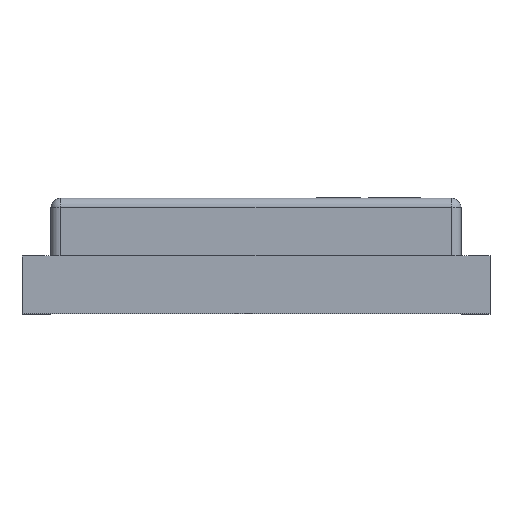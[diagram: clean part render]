
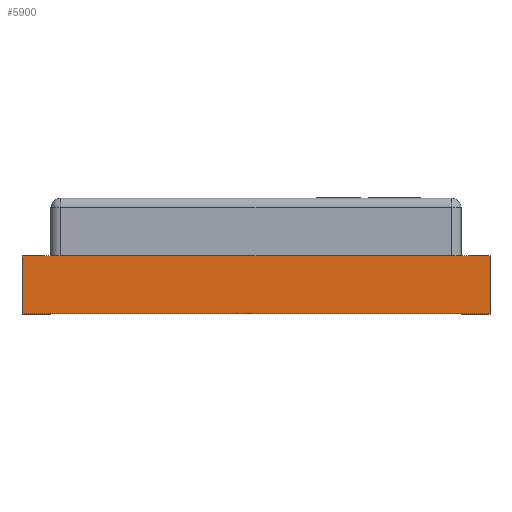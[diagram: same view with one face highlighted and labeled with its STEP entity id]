
A CAD part, front view. The second image highlights one B-rep face of the part: STEP entity #5900.
In plain terms, the highlighted planar face has unit normal (0, -1, 0).
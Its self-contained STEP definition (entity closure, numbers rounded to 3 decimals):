
#2573 = VERTEX_POINT('',#2574);
#2574 = CARTESIAN_POINT('',(4.85,-5.05,
    0.01));
#2580 = EDGE_CURVE('',#2581,#2573,#2583,.T.);
#2581 = VERTEX_POINT('',#2582);
#2582 = CARTESIAN_POINT('',(-4.85,-5.05,
    0.01));
#2583 = LINE('',#2584,#2585);
#2584 = CARTESIAN_POINT('',(-4.85,-5.05,
    0.01));
#2585 = VECTOR('',#2586,1.);
#2586 = DIRECTION('',(1.,0.,0.));
#3785 = EDGE_CURVE('',#3786,#2581,#3788,.T.);
#3786 = VERTEX_POINT('',#3787);
#3787 = CARTESIAN_POINT('',(-4.85,-5.05,
    1.21));
#3788 = LINE('',#3789,#3790);
#3789 = CARTESIAN_POINT('',(-4.85,-5.05,
    1.21));
#3790 = VECTOR('',#3791,1.);
#3791 = DIRECTION('',(-0.,-0.,-1.));
#4680 = EDGE_CURVE('',#3786,#4681,#4683,.T.);
#4681 = VERTEX_POINT('',#4682);
#4682 = CARTESIAN_POINT('',(4.85,-5.05,
    1.21));
#4683 = LINE('',#4684,#4685);
#4684 = CARTESIAN_POINT('',(-4.85,-5.05,
    1.21));
#4685 = VECTOR('',#4686,1.);
#4686 = DIRECTION('',(1.,0.,0.));
#5731 = EDGE_CURVE('',#4681,#2573,#5732,.T.);
#5732 = LINE('',#5733,#5734);
#5733 = CARTESIAN_POINT('',(4.85,-5.05,
    1.21));
#5734 = VECTOR('',#5735,1.);
#5735 = DIRECTION('',(-0.,-0.,-1.));
#5900 = ADVANCED_FACE('',(#5901),#5907,.F.);
#5901 = FACE_BOUND('',#5902,.T.);
#5902 = EDGE_LOOP('',(#5903,#5904,#5905,#5906));
#5903 = ORIENTED_EDGE('',*,*,#2580,.T.);
#5904 = ORIENTED_EDGE('',*,*,#5731,.F.);
#5905 = ORIENTED_EDGE('',*,*,#4680,.F.);
#5906 = ORIENTED_EDGE('',*,*,#3785,.T.);
#5907 = PLANE('',#5908);
#5908 = AXIS2_PLACEMENT_3D('',#5909,#5910,#5911);
#5909 = CARTESIAN_POINT('',(-4.85,-5.05,
    1.21));
#5910 = DIRECTION('',(0.,1.,0.));
#5911 = DIRECTION('',(0.,-0.,1.));
